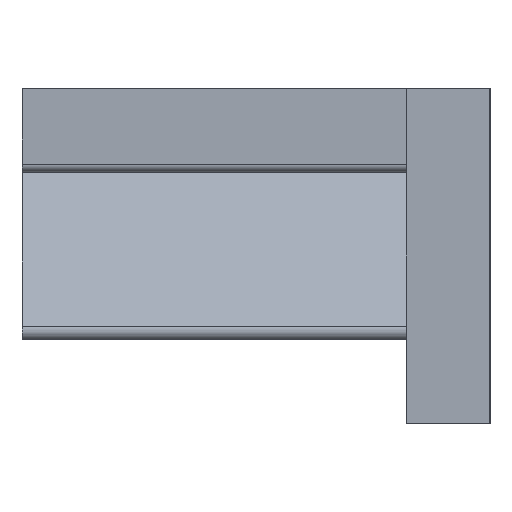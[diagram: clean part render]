
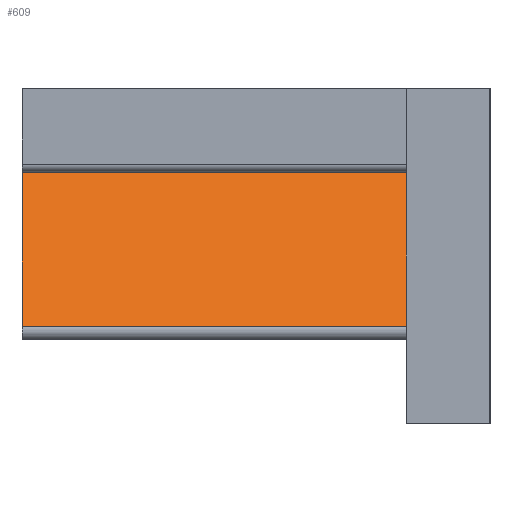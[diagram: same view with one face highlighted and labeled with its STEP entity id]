
A CAD part, left-side view. The second image highlights one B-rep face of the part: STEP entity #609.
In plain terms, the highlighted planar face has unit normal (-0.819, 0, 0.574).
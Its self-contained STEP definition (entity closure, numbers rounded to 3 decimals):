
#16 = DIRECTION ( 'NONE',  ( 0., -1., 0. ) ) ;
#46 = ORIENTED_EDGE ( 'NONE', *, *, #1026, .T. ) ;
#81 = DIRECTION ( 'NONE',  ( 0., -1., 0. ) ) ;
#98 = VECTOR ( 'NONE', #16, 1000. ) ;
#135 = ORIENTED_EDGE ( 'NONE', *, *, #403, .F. ) ;
#144 = CARTESIAN_POINT ( 'NONE',  ( 20.551, 5., -14.213 ) ) ;
#180 = EDGE_LOOP ( 'NONE', ( #841, #46, #566, #135 ) ) ;
#230 = EDGE_CURVE ( 'NONE', #934, #1057, #534, .T. ) ;
#272 = CARTESIAN_POINT ( 'NONE',  ( 20.468, 28., -14.332 ) ) ;
#288 = FACE_OUTER_BOUND ( 'NONE', #180, .T. ) ;
#334 = CARTESIAN_POINT ( 'NONE',  ( 20.551, 28., -14.213 ) ) ;
#403 = EDGE_CURVE ( 'NONE', #1057, #871, #830, .T. ) ;
#442 = CARTESIAN_POINT ( 'NONE',  ( 20.551, 5., -14.213 ) ) ;
#461 = VERTEX_POINT ( 'NONE', #144 ) ;
#534 = LINE ( 'NONE', #1018, #621 ) ;
#566 = ORIENTED_EDGE ( 'NONE', *, *, #1086, .F. ) ;
#609 = ADVANCED_FACE ( 'NONE', ( #288 ), #988, .F. ) ;
#618 = CARTESIAN_POINT ( 'NONE',  ( 20.468, 5., -14.332 ) ) ;
#621 = VECTOR ( 'NONE', #1176, 1000. ) ;
#628 = DIRECTION ( 'NONE',  ( -0.574, 0., -0.819 ) ) ;
#717 = LINE ( 'NONE', #442, #869 ) ;
#718 = LINE ( 'NONE', #618, #929 ) ;
#830 = LINE ( 'NONE', #836, #98 ) ;
#833 = DIRECTION ( 'NONE',  ( -0.574, 0., -0.819 ) ) ;
#836 = CARTESIAN_POINT ( 'NONE',  ( 27.002, 28., -5. ) ) ;
#841 = ORIENTED_EDGE ( 'NONE', *, *, #230, .F. ) ;
#869 = VECTOR ( 'NONE', #81, 1000. ) ;
#871 = VERTEX_POINT ( 'NONE', #1127 ) ;
#929 = VECTOR ( 'NONE', #628, 1000. ) ;
#933 = DIRECTION ( 'NONE',  ( 0.819, 0., -0.574 ) ) ;
#934 = VERTEX_POINT ( 'NONE', #334 ) ;
#988 = PLANE ( 'NONE',  #1087 ) ;
#1018 = CARTESIAN_POINT ( 'NONE',  ( 20.468, 28., -14.332 ) ) ;
#1026 = EDGE_CURVE ( 'NONE', #934, #461, #717, .T. ) ;
#1057 = VERTEX_POINT ( 'NONE', #1164 ) ;
#1086 = EDGE_CURVE ( 'NONE', #871, #461, #718, .T. ) ;
#1087 = AXIS2_PLACEMENT_3D ( 'NONE', #272, #933, #833 ) ;
#1127 = CARTESIAN_POINT ( 'NONE',  ( 27.002, 5., -5. ) ) ;
#1164 = CARTESIAN_POINT ( 'NONE',  ( 27.002, 28., -5. ) ) ;
#1176 = DIRECTION ( 'NONE',  ( 0.574, 0., 0.819 ) ) ;
